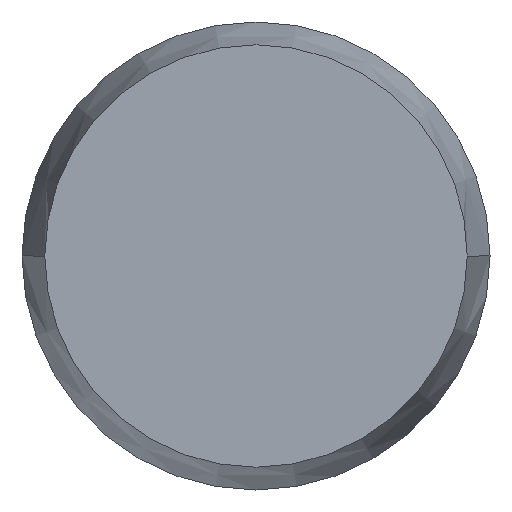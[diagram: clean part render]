
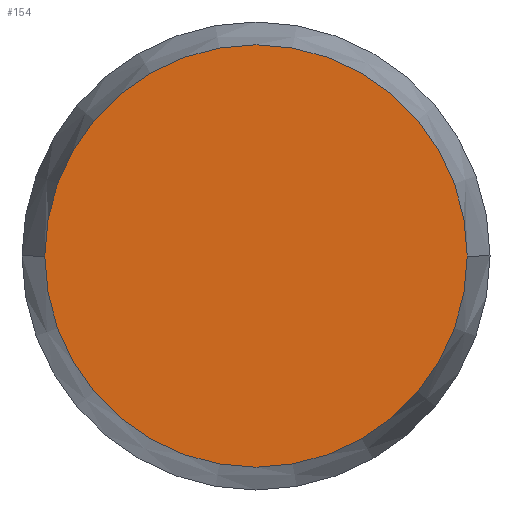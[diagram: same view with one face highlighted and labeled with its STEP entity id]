
A CAD part, front view. The second image highlights one B-rep face of the part: STEP entity #154.
In plain terms, the highlighted planar face has unit normal (0, -1, 0).
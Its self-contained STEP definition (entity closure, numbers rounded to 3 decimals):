
#134=CARTESIAN_POINT('POINT10',(0.022,-0.347,0.));
#135=VERTEX_POINT('VERTEX10',#134);
#136=CARTESIAN_POINT('POINT11',(-0.091,-0.347,
   0.));
#137=VERTEX_POINT('VERTEX11',#136);
#138=CARTESIAN_POINT('POS14',(-0.035,-0.347,0.));
#139=DIRECTION('DIR25',(0.,-1.,0.));
#140=DIRECTION('DIR26',(1.,0.,0.));
#141=AXIS2_PLACEMENT_3D('AXIS12',#138,#139,#140);
#142=CIRCLE('ELLIPSE9',#141,0.057);
#143=EDGE_CURVE('EDGE14',#135,#137,#142,.F.);
#144=ORIENTED_EDGE('COEDGE25',*,*,#143,.F.);
#145=EDGE_CURVE('EDGE15',#137,#135,#142,.F.);
#146=ORIENTED_EDGE('COEDGE26',*,*,#145,.F.);
#147=EDGE_LOOP('NONE',(#144,#146));
#148=FACE_BOUND('LOOP1',#147,.T.);
#149=CARTESIAN_POINT('POS15',(-0.035,-0.347,0.));
#150=DIRECTION('DIR27',(0.,1.,0.));
#151=DIRECTION('DIR28',(1.,0.,0.));
#152=AXIS2_PLACEMENT_3D('AXIS13',#149,#150,#151);
#153=PLANE('PLANE2',#152);
#154=ADVANCED_FACE('FACE6',(#148),#153,.F.);
